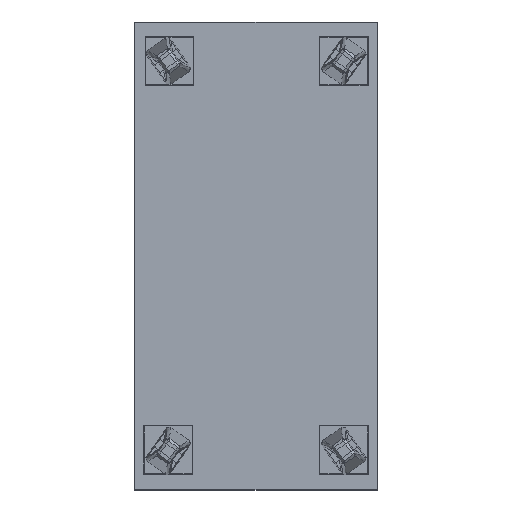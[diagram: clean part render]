
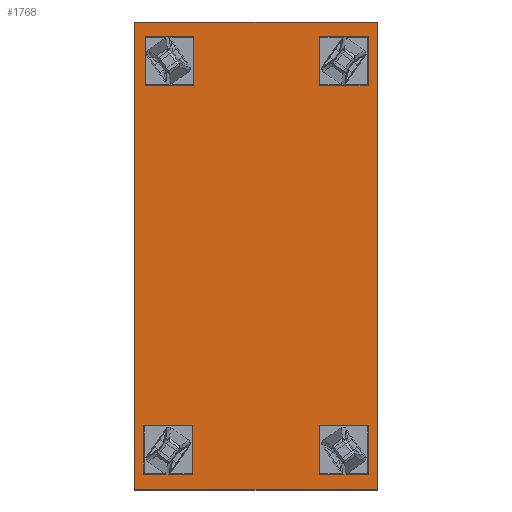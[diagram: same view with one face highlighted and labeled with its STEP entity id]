
A CAD part, front view. The second image highlights one B-rep face of the part: STEP entity #1768.
In plain terms, the highlighted planar face has unit normal (0, -1, 0).
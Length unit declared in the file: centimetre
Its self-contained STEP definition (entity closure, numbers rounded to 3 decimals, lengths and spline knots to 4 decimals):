
#257=FACE_OUTER_BOUND('',#361,.T.);
#361=EDGE_LOOP('',(#1289,#1290,#1291,#1292));
#455=LINE('',#2528,#651);
#460=LINE('',#2538,#656);
#467=LINE('',#2552,#663);
#493=LINE('',#2599,#689);
#651=VECTOR('',#2023,1.);
#656=VECTOR('',#2032,1.);
#663=VECTOR('',#2045,1.);
#689=VECTOR('',#2093,1.);
#845=VERTEX_POINT('',#2521);
#847=VERTEX_POINT('',#2527);
#848=VERTEX_POINT('',#2531);
#854=VERTEX_POINT('',#2551);
#986=EDGE_CURVE('',#845,#847,#455,.T.);
#991=EDGE_CURVE('',#848,#845,#460,.T.);
#998=EDGE_CURVE('',#854,#848,#467,.T.);
#1024=EDGE_CURVE('',#854,#847,#493,.T.);
#1289=ORIENTED_EDGE('',*,*,#998,.F.);
#1290=ORIENTED_EDGE('',*,*,#1024,.T.);
#1291=ORIENTED_EDGE('',*,*,#986,.F.);
#1292=ORIENTED_EDGE('',*,*,#991,.F.);
#1679=PLANE('',#1881);
#1768=ADVANCED_FACE('',(#257),#1679,.F.);
#1881=AXIS2_PLACEMENT_3D('',#2604,#2102,#2103);
#2023=DIRECTION('',(0.,0.,1.));
#2032=DIRECTION('',(-1.,0.,0.));
#2045=DIRECTION('',(0.,0.,-1.));
#2093=DIRECTION('',(-1.,0.,0.));
#2102=DIRECTION('center_axis',(0.,1.,0.));
#2103=DIRECTION('ref_axis',(1.,0.,0.));
#2521=CARTESIAN_POINT('',(-24.9,0.,-47.9));
#2527=CARTESIAN_POINT('',(-24.9,0.,48.));
#2528=CARTESIAN_POINT('',(-24.9,0.,-24.));
#2531=CARTESIAN_POINT('',(24.9,0.,-47.9));
#2538=CARTESIAN_POINT('',(12.5,0.,-47.9));
#2551=CARTESIAN_POINT('',(24.9,0.,48.));
#2552=CARTESIAN_POINT('',(24.9,0.,24.));
#2599=CARTESIAN_POINT('',(25.,0.,48.));
#2604=CARTESIAN_POINT('Origin',(0.,0.,0.));
